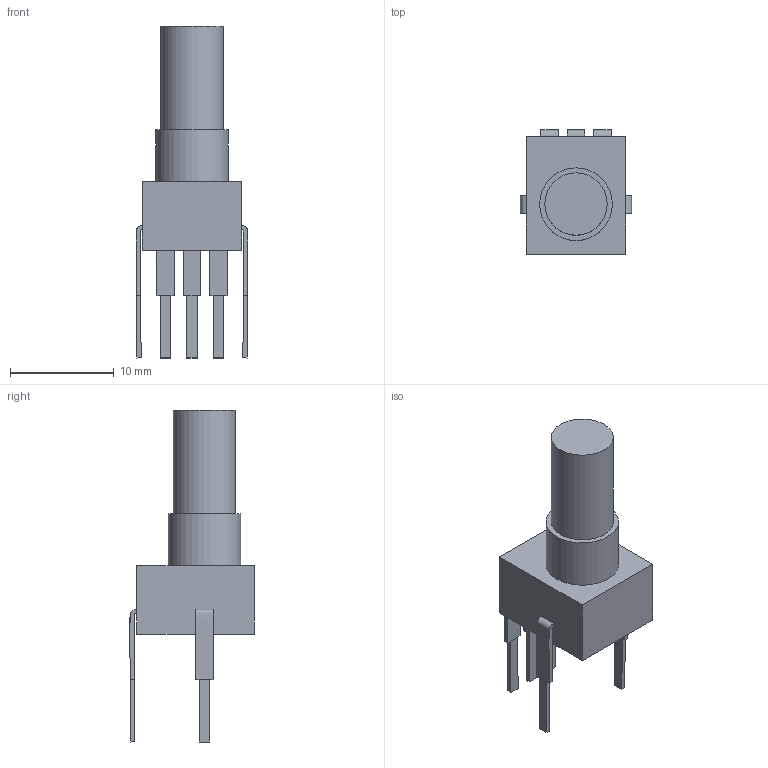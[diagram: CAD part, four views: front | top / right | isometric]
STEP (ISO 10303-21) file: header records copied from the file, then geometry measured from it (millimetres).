
FILE_DESCRIPTION(('FreeCAD Model'),'2;1');
FILE_NAME('Open CASCADE Shape Model','2025-03-07T08:35:37',(''),(''), 'Open CASCADE STEP processor 7.8','FreeCAD','Unknown');
FILE_SCHEMA(('AUTOMOTIVE_DESIGN { 1 0 10303 214 1 1 1 1 }'));
Length unit declared in the file: millimetre
Products named in the file (3): Unnamed; Body001; Body
Assembly tree (6 placements, depth 2):
  Unnamed
    Body001  x5
    Body
Bounding box: 10.77 x 11.99 x 32 mm (x, y, z)
Volume: 1226.9 mm3; surface area: 1028.9 mm2
Topology: 6 solids, 6 shells, 70 faces, 148 edges, 92 vertices
Faces by surface type: plane 58, bspline 10, cylinder 2
Full cylindrical faces by diameter (mm): 6 x1, 7 x1
Entity records: 998 total; most frequent: CARTESIAN_POINT 471, DIRECTION 90, ORIENTED_EDGE 88, EDGE_CURVE 44, AXIS2_PLACEMENT_3D 31, VERTEX_POINT 28, LINE 28, VECTOR 28
